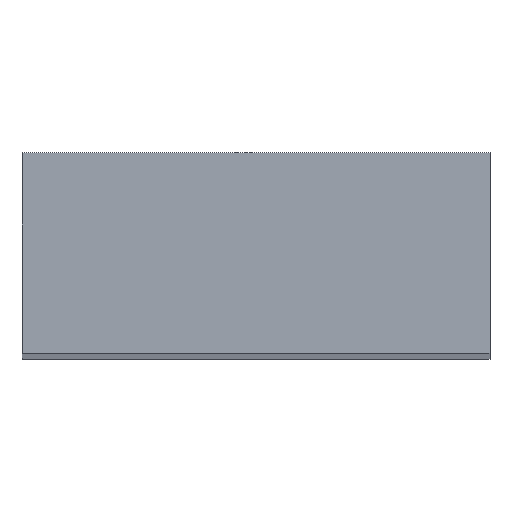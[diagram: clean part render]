
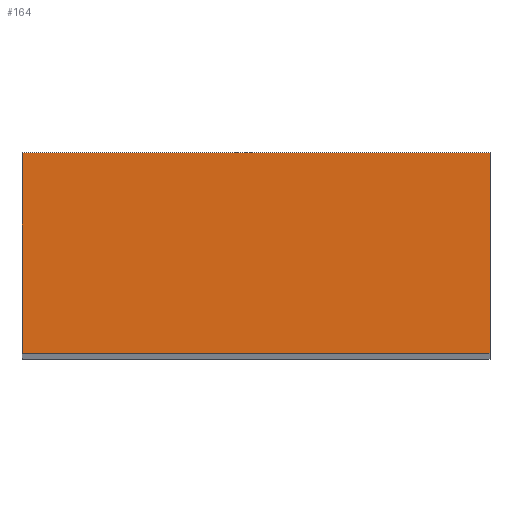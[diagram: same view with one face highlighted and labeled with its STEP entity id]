
A CAD part, top view. The second image highlights one B-rep face of the part: STEP entity #164.
In plain terms, the highlighted planar face has unit normal (0, 0, 1).
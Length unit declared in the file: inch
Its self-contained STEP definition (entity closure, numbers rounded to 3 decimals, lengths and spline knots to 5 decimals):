
#19 = LINE ( 'NONE', #73, #145 ) ;
#20 = DIRECTION ( 'NONE',  ( 1., 0., 0. ) ) ;
#21 = DIRECTION ( 'NONE',  ( 0., 0., 1. ) ) ;
#42 = ORIENTED_EDGE ( 'NONE', *, *, #87, .T. ) ;
#51 = DIRECTION ( 'NONE',  ( 1., 0., 0. ) ) ;
#58 = VECTOR ( 'NONE', #90, 39.37008 ) ;
#63 = VERTEX_POINT ( 'NONE', #78 ) ;
#69 = PLANE ( 'NONE',  #101 ) ;
#73 = CARTESIAN_POINT ( 'NONE',  ( 0., 0., 25. ) ) ;
#77 = EDGE_LOOP ( 'NONE', ( #42, #185, #168, #184 ) ) ;
#78 = CARTESIAN_POINT ( 'NONE',  ( 3.5, -1.5, 25. ) ) ;
#87 = EDGE_CURVE ( 'NONE', #151, #114, #112, .T. ) ;
#90 = DIRECTION ( 'NONE',  ( 0., -1., 0. ) ) ;
#99 = LINE ( 'NONE', #136, #191 ) ;
#101 = AXIS2_PLACEMENT_3D ( 'NONE', #102, #21, #20 ) ;
#102 = CARTESIAN_POINT ( 'NONE',  ( 0., 0., 25. ) ) ;
#112 = LINE ( 'NONE', #166, #58 ) ;
#114 = VERTEX_POINT ( 'NONE', #183 ) ;
#118 = DIRECTION ( 'NONE',  ( 0., 1., 0. ) ) ;
#120 = CARTESIAN_POINT ( 'NONE',  ( 3.5, 0., 25. ) ) ;
#136 = CARTESIAN_POINT ( 'NONE',  ( 3.5, 0., 25. ) ) ;
#145 = VECTOR ( 'NONE', #175, 39.37008 ) ;
#146 = FACE_OUTER_BOUND ( 'NONE', #77, .T. ) ;
#148 = LINE ( 'NONE', #211, #204 ) ;
#151 = VERTEX_POINT ( 'NONE', #190 ) ;
#164 = ADVANCED_FACE ( 'NONE', ( #146 ), #69, .T. ) ;
#166 = CARTESIAN_POINT ( 'NONE',  ( 0., 0., 25. ) ) ;
#167 = VERTEX_POINT ( 'NONE', #120 ) ;
#168 = ORIENTED_EDGE ( 'NONE', *, *, #203, .T. ) ;
#175 = DIRECTION ( 'NONE',  ( -1., 0., 0. ) ) ;
#183 = CARTESIAN_POINT ( 'NONE',  ( 0., -1.5, 25. ) ) ;
#184 = ORIENTED_EDGE ( 'NONE', *, *, #195, .T. ) ;
#185 = ORIENTED_EDGE ( 'NONE', *, *, #207, .T. ) ;
#190 = CARTESIAN_POINT ( 'NONE',  ( 0., 0., 25. ) ) ;
#191 = VECTOR ( 'NONE', #118, 39.37008 ) ;
#195 = EDGE_CURVE ( 'NONE', #167, #151, #19, .T. ) ;
#203 = EDGE_CURVE ( 'NONE', #63, #167, #99, .T. ) ;
#204 = VECTOR ( 'NONE', #51, 39.37008 ) ;
#207 = EDGE_CURVE ( 'NONE', #114, #63, #148, .T. ) ;
#211 = CARTESIAN_POINT ( 'NONE',  ( 0., -1.5, 25. ) ) ;
